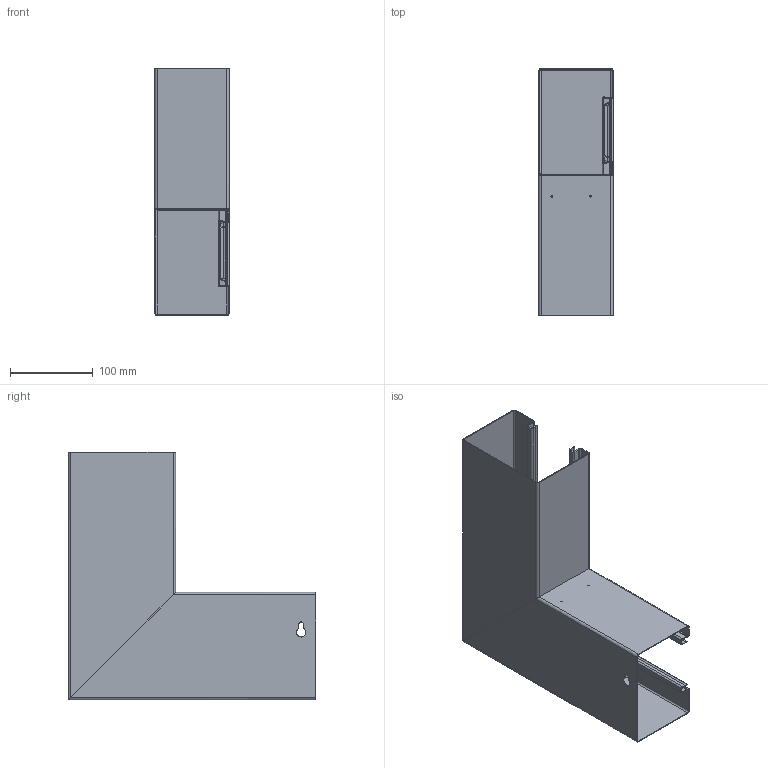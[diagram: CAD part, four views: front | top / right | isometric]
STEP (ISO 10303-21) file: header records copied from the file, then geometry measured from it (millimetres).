
FILE_DESCRIPTION (( 'STEP AP214' ), '1' );
FILE_NAME ('6277520.stp', '2016-05-26T15:17:25', ( '' ), ( '' ), 'SwSTEP 2.0', 'SolidWorks 2014', '' );
FILE_SCHEMA (( 'AUTOMOTIVE_DESIGN' ));
Length unit declared in the file: millimetre
Products named in the file (1): 6277520
Bounding box: 90 x 299.85 x 299.85 mm (x, y, z)
Volume: 195044 mm3; surface area: 392704.9 mm2
Topology: 1 solids, 1 shells, 308 faces, 682 edges, 380 vertices
Faces by surface type: plane 166, cylinder 90, bspline 44, cone 8
Entity records: 9041 total; most frequent: CARTESIAN_POINT 2688, ORIENTED_EDGE 1364, DIRECTION 1184, EDGE_CURVE 682, AXIS2_PLACEMENT_3D 405, VERTEX_POINT 380, LINE 374, VECTOR 374
